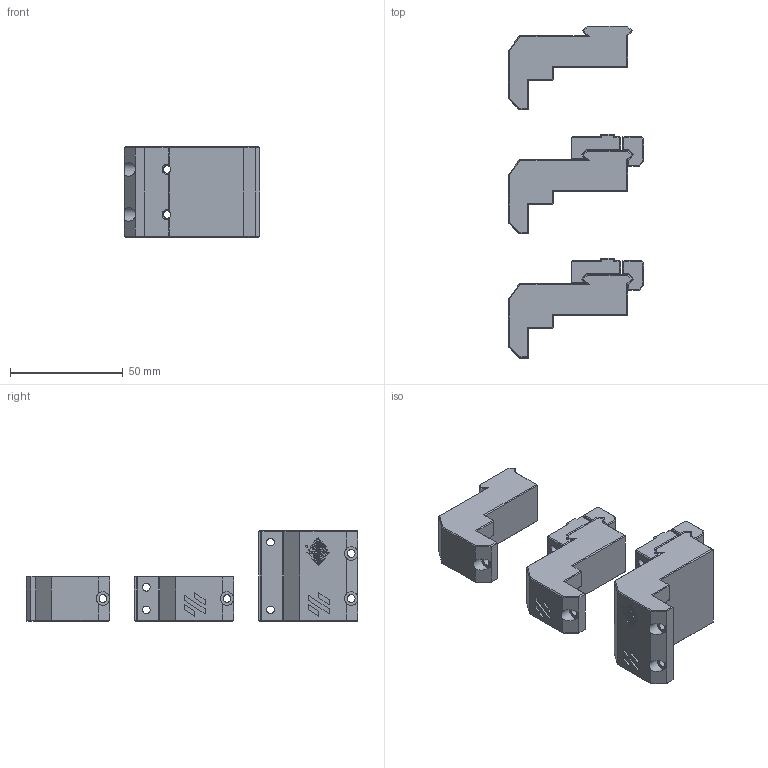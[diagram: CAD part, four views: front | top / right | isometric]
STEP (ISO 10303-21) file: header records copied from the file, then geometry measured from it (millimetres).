
FILE_DESCRIPTION(/* description */ (''),/* implementation_level */ '2;1');
FILE_NAME(/* name */ '',/* time_stamp */ '2023-05-25T08:25:39+08:00',/* author */ (''),/* organization */ (''),/* preprocessor_version */ 'ST-DEVELOPER v19.2',/* originating_system */ 'Autodesk Translation Framework v12.4.0.73',/* authorisation */ '');
FILE_SCHEMA (('AUTOMOTIVE_DESIGN { 1 0 10303 214 3 1 1 }','TECHNICAL_DATA_PACKAGING','AP242_MANAGED_MODEL_BASED_3D_ENGINEERING_MIM_LF { 1 0 10303 442 3 1 4 }'));
Length unit declared in the file: millimetre
Products named in the file (3): 3.5香蕉接头座 (v46~recovered); TR; 零部件47
Assembly tree (2 placements, depth 3):
  3.5香蕉接头座 (v46~recovered)
    TR
      零部件47
Bounding box: 60.12 x 147.04 x 40 mm (x, y, z)
Volume: 93898.6 mm3; surface area: 30397.8 mm2
Topology: 7 solids, 7 shells, 623 faces, 1543 edges, 950 vertices
Faces by surface type: plane 568, cylinder 51, cone 4
Full cylindrical faces by diameter (mm): 0.933 x1, 3.4 x17, 4.7 x4, 5.4 x2, 5.8 x1, 6 x8, 10 x2
Entity records: 18048 total; most frequent: CARTESIAN_POINT 3145, ORIENTED_EDGE 3086, DIRECTION 2937, EDGE_CURVE 1543, LINE 1389, VECTOR 1389, VERTEX_POINT 950, AXIS2_PLACEMENT_3D 774
